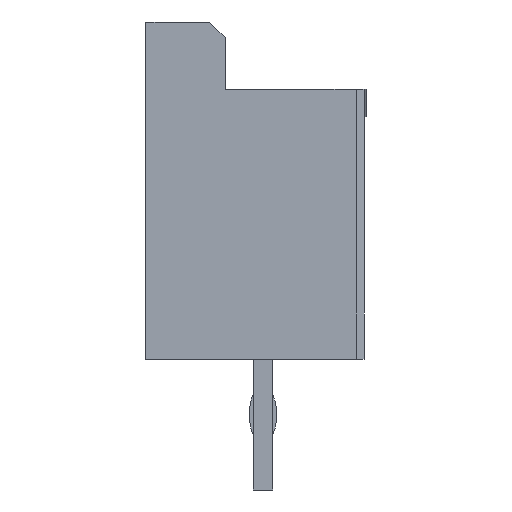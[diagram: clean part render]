
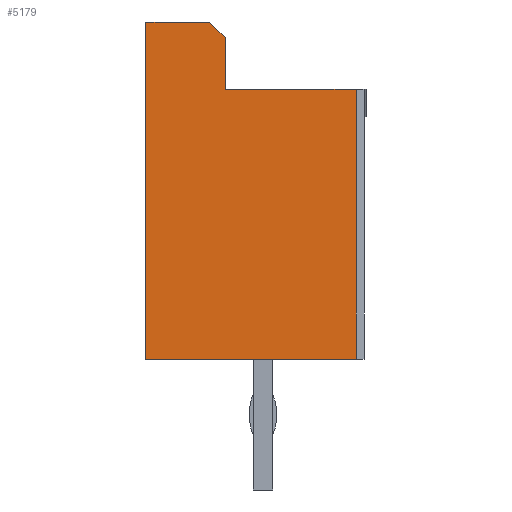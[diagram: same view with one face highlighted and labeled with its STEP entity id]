
A CAD part, left-side view. The second image highlights one B-rep face of the part: STEP entity #5179.
In plain terms, the highlighted planar face has unit normal (-1, 0, 0).
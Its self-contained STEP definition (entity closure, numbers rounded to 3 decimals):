
#313=FACE_OUTER_BOUND('',#605,.T.);
#605=EDGE_LOOP('',(#4583,#4584,#4585,#4586,#4587,#4588,#4589));
#626=LINE('',#6797,#1330);
#704=LINE('',#6953,#1408);
#758=LINE('',#7058,#1462);
#1239=LINE('',#8067,#1943);
#1247=LINE('',#8082,#1951);
#1253=LINE('',#8093,#1957);
#1307=LINE('',#8202,#2011);
#1330=VECTOR('',#5508,8.5);
#1408=VECTOR('',#5598,3.3);
#1462=VECTOR('',#5678,5.3);
#1943=VECTOR('',#6585,1.3);
#1951=VECTOR('',#6599,0.566);
#1957=VECTOR('',#6609,1.6);
#2011=VECTOR('',#6733,6.8);
#2034=VERTEX_POINT('',#6794);
#2035=VERTEX_POINT('',#6796);
#2106=VERTEX_POINT('',#6950);
#2107=VERTEX_POINT('',#6952);
#2145=VERTEX_POINT('',#7056);
#2460=VERTEX_POINT('',#8065);
#2464=VERTEX_POINT('',#8080);
#2500=EDGE_CURVE('',#2035,#2034,#626,.T.);
#2578=EDGE_CURVE('',#2107,#2106,#704,.T.);
#2632=EDGE_CURVE('',#2034,#2145,#758,.T.);
#3129=EDGE_CURVE('',#2106,#2460,#1239,.T.);
#3137=EDGE_CURVE('',#2460,#2464,#1247,.T.);
#3143=EDGE_CURVE('',#2035,#2464,#1253,.T.);
#3197=EDGE_CURVE('',#2107,#2145,#1307,.T.);
#4583=ORIENTED_EDGE('',*,*,#2578,.T.);
#4584=ORIENTED_EDGE('',*,*,#3129,.T.);
#4585=ORIENTED_EDGE('',*,*,#3137,.T.);
#4586=ORIENTED_EDGE('',*,*,#3143,.F.);
#4587=ORIENTED_EDGE('',*,*,#2500,.T.);
#4588=ORIENTED_EDGE('',*,*,#2632,.T.);
#4589=ORIENTED_EDGE('',*,*,#3197,.F.);
#4905=PLANE('',#5483);
#5179=ADVANCED_FACE('',(#313),#4905,.T.);
#5483=AXIS2_PLACEMENT_3D('',#8201,#6731,#6732);
#5508=DIRECTION('',(0.,0.,-1.));
#5598=DIRECTION('',(0.,1.,0.));
#5678=DIRECTION('',(0.,-1.,0.));
#6585=DIRECTION('',(0.,0.,1.));
#6599=DIRECTION('',(0.,0.707,0.707));
#6609=DIRECTION('',(0.,-1.,0.));
#6731=DIRECTION('center_axis',(-1.,0.,0.));
#6732=DIRECTION('ref_axis',(0.,0.,-1.));
#6733=DIRECTION('',(0.,0.,-1.));
#6794=CARTESIAN_POINT('',(-16.15,2.95,0.));
#6796=CARTESIAN_POINT('',(-16.15,2.95,8.5));
#6797=CARTESIAN_POINT('',(-16.15,2.95,8.5));
#6950=CARTESIAN_POINT('',(-16.15,0.95,6.8));
#6952=CARTESIAN_POINT('',(-16.15,-2.35,6.8));
#6953=CARTESIAN_POINT('',(-16.15,-2.35,6.8));
#7056=CARTESIAN_POINT('',(-16.15,-2.35,0.));
#7058=CARTESIAN_POINT('',(-16.15,2.95,0.));
#8065=CARTESIAN_POINT('',(-16.15,0.95,8.1));
#8067=CARTESIAN_POINT('',(-16.15,0.95,6.8));
#8080=CARTESIAN_POINT('',(-16.15,1.35,8.5));
#8082=CARTESIAN_POINT('',(-16.15,0.95,8.1));
#8093=CARTESIAN_POINT('',(-16.15,2.95,8.5));
#8201=CARTESIAN_POINT('Origin',(-16.15,2.95,8.5));
#8202=CARTESIAN_POINT('',(-16.15,-2.35,6.8));
